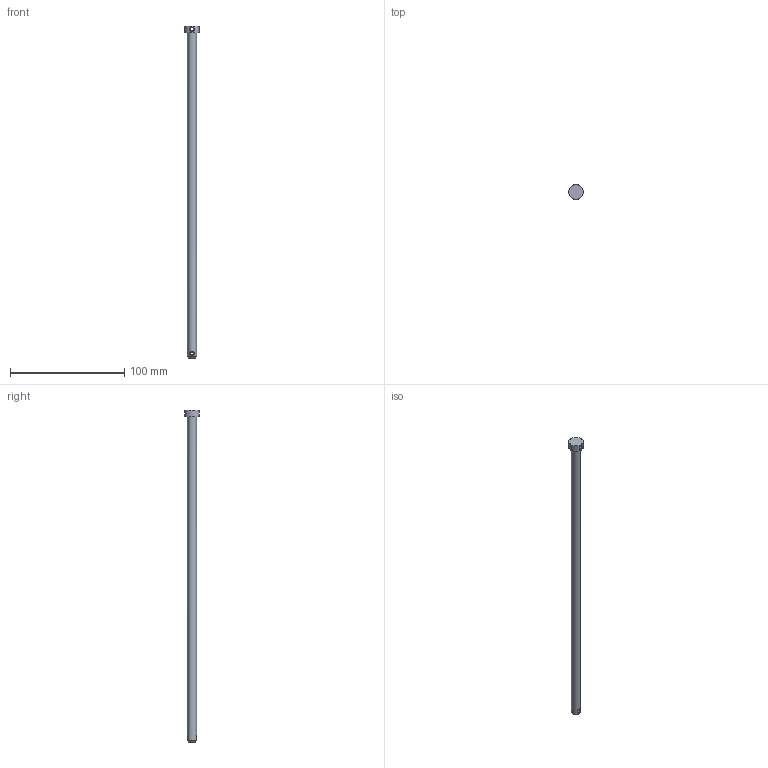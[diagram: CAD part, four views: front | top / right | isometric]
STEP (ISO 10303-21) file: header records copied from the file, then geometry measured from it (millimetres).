
FILE_DESCRIPTION(/* description */ ('STEP AP214'),/* implementation_level */ '2;1');
FILE_NAME(/* name */ '61444b2705805a1b035cf473',/* time_stamp */ '2021-09-17T08:00:40+00:00',/* author */ (''),/* organization */ (''),/* preprocessor_version */ 'ST-DEVELOPER v18.1',/* originating_system */ ' ',/* authorisation */ ' ');
FILE_SCHEMA (('AUTOMOTIVE_DESIGN {1 0 10303 214 3 1 1}'));
Length unit declared in the file: metre
Products named in the file (1): Axe
Bounding box: 12.8 x 12.8 x 291 mm (x, y, z)
Volume: 14938.2 mm3; surface area: 7798.8 mm2
Topology: 1 solids, 1 shells, 12 faces, 22 edges, 13 vertices
Faces by surface type: cylinder 4, bspline 4, plane 3, cone 1
Full cylindrical faces by diameter (mm): 3 x2, 8 x1, 12.8 x1
Entity records: 562 total; most frequent: CARTESIAN_POINT 345, DIRECTION 28, ORIENTED_EDGE 26, EDGE_LOOP 26, FACE_BOUND 26, AXIS2_PLACEMENT_3D 14, EDGE_CURVE 13, VERTEX_POINT 13
